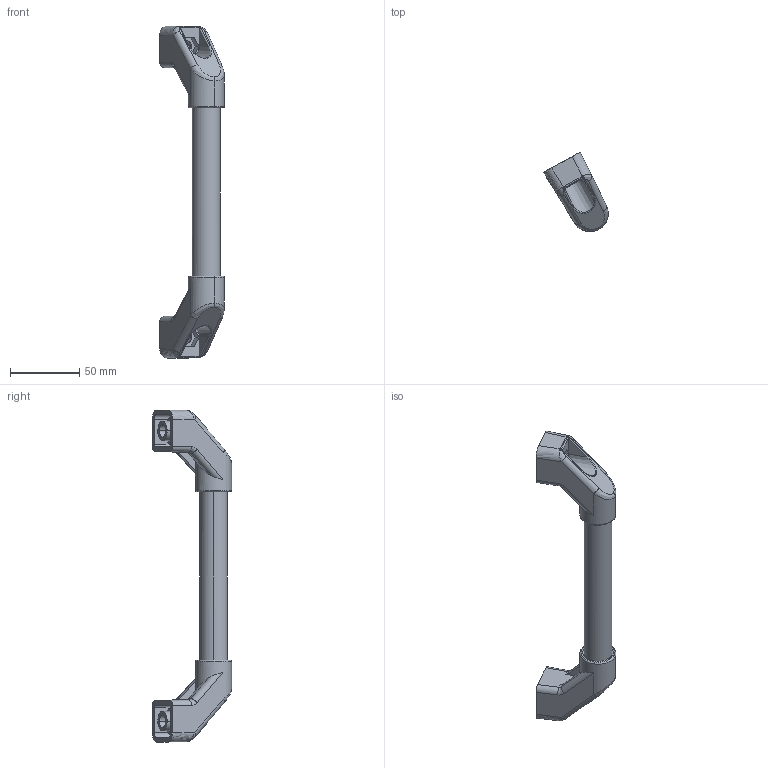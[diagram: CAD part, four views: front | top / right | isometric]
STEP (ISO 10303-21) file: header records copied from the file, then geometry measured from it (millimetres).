
FILE_DESCRIPTION (( 'STEP AP214' ), '1' );
FILE_NAME ('Ðó÷êà äâåðíàÿ àëþìèíèåâàÿ, 200 ìì.STEP', '2019-04-04T10:32:01', ( 'Ïîëüçîâàòåëü Windows' ), ( '' ), 'SwSTEP 2.0', 'SolidWorks 2018', '' );
FILE_SCHEMA (( 'AUTOMOTIVE_DESIGN' ));
Length unit declared in the file: millimetre
Products named in the file (1): Ðó÷êà äâåðíàÿ àëþìèíèåâàÿ, 200 ìì
Bounding box: 46.38 x 57.03 x 239 mm (x, y, z)
Surface area: 37877.6 mm2 (no closed solid volume)
Topology: 0 solids, 3 shells, 144 faces, 360 edges, 224 vertices
Faces by surface type: plane 60, cylinder 48, bspline 26, torus 8, cone 2
Entity records: 8560 total; most frequent: CARTESIAN_POINT 4361, ORIENTED_EDGE 682, EDGE_CURVE 360, B_SPLINE_CURVE_WITH_KNOTS 326, DIRECTION 258, VERTEX_POINT 224, EDGE_LOOP 156, UNCERTAINTY_MEASURE_WITH_UNIT 147
